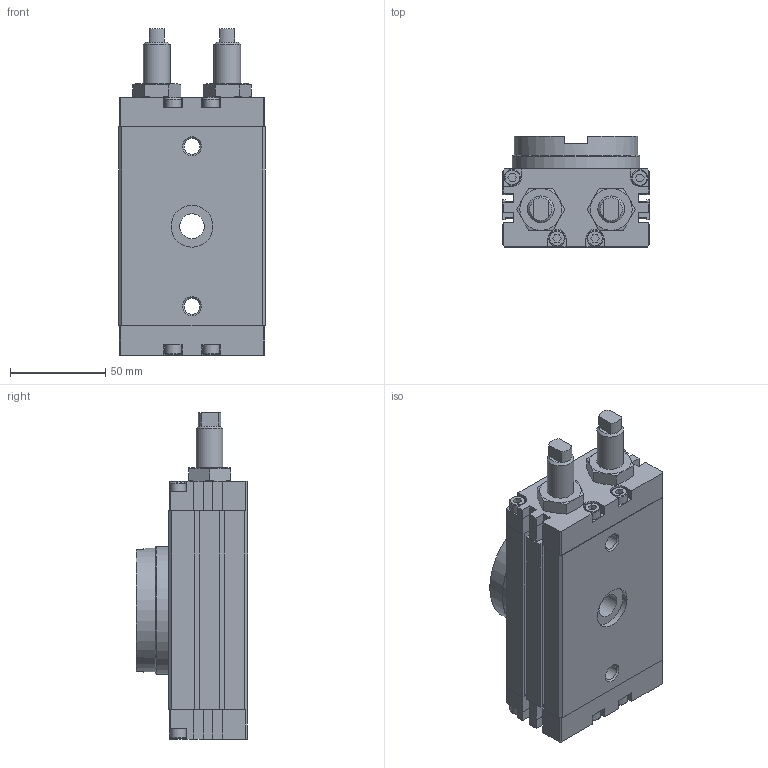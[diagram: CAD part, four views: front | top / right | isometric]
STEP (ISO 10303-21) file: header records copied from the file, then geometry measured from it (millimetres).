
FILE_DESCRIPTION( ( 'STEP AP203' ), '1' );
FILE_NAME( 'MCRB-25-G(0).stp', '2020-07-14T14:28:46', ( 'License CC BY-ND 4.0' ), ( 'CADENAS' ), ' ', 'PARTsolutions', ' ' );
FILE_SCHEMA( ( 'CONFIG_CONTROL_DESIGN' ) );
Length unit declared in the file: millimetre
Products named in the file (4): MCRB-25-G(0); _MRCB-25_(b); _MRCB-25_(r); _MCRB-25_(adjusterbolt)
Assembly tree (4 placements, depth 2):
  MCRB-25-G(0)
    _MRCB-25_(b)
    _MRCB-25_(r)
    _MCRB-25_(adjusterbolt)  x2
Bounding box: 77 x 58.5 x 171.5 mm (x, y, z)
Volume: 464508.2 mm3; surface area: 69124.2 mm2
Topology: 4 solids, 4 shells, 447 faces, 1103 edges, 706 vertices
Faces by surface type: plane 344, cylinder 46, cone 42, torus 9, sphere 6
Full cylindrical faces by diameter (mm): 3.242 x2, 4.917 x8, 8.376 x2, 8.5 x8, 8.6 x2, 13 x2, 14 x4, 22 x1, 31 x1, 65 x1, 67 x1
Entity records: 12049 total; most frequent: CARTESIAN_POINT 2179, DIRECTION 1958, ORIENTED_EDGE 1934, EDGE_CURVE 967, LINE 762, VECTOR 762, VERTEX_POINT 659, AXIS2_PLACEMENT_3D 598
